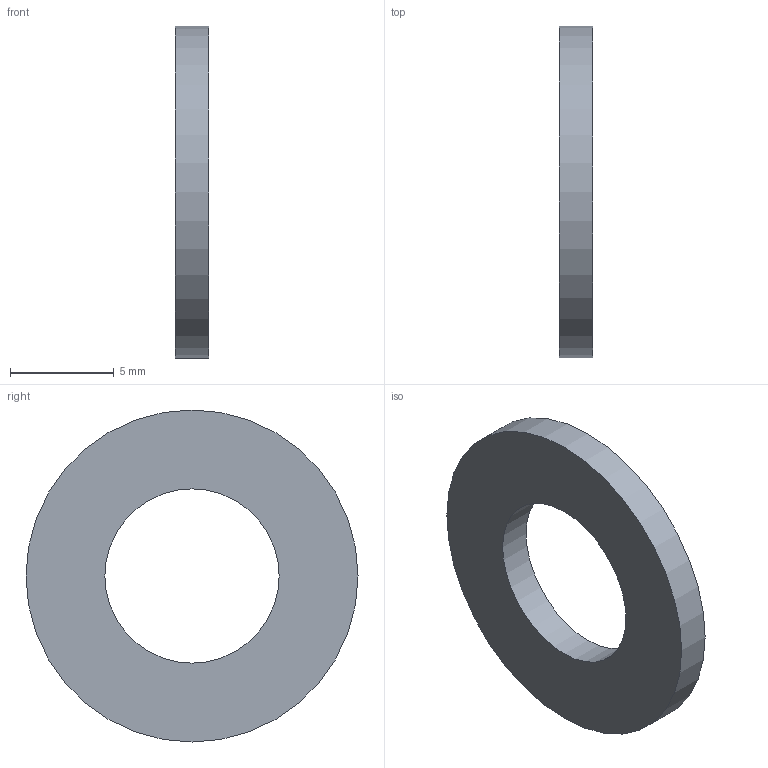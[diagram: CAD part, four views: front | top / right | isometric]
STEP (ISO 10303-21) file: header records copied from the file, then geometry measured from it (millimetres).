
FILE_DESCRIPTION( ( 'STEP AP214' ), '1' );
FILE_NAME( 'HPC_-_SHW-8_B_2_14b.stp', ' ', ( ' ' ), ( ' ' ), 'PSStep 15.0.47', 'PARTsolutions', ' ' );
FILE_SCHEMA( ( 'AUTOMOTIVE_DESIGN { 1 0 10303 214 1 1 1 1 }' ) );
Length unit declared in the file: millimetre
Products named in the file (1): _HPC - SHW-8/B
Bounding box: 1.6 x 16 x 16 mm (x, y, z)
Volume: 232.7 mm3; surface area: 415.6 mm2
Topology: 1 solids, 1 shells, 34 faces, 84 edges, 56 vertices
Faces by surface type: plane 28, cylinder 6
Full cylindrical faces by diameter (mm): 8.4 x1, 16 x1
Entity records: 1282 total; most frequent: CARTESIAN_POINT 173, DIRECTION 164, ORIENTED_EDGE 164, EDGE_CURVE 82, LINE 70, VECTOR 70, VERTEX_POINT 56, AXIS2_PLACEMENT_3D 47
